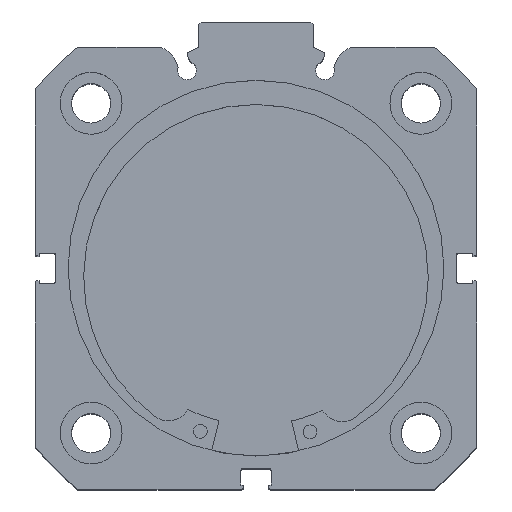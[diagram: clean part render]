
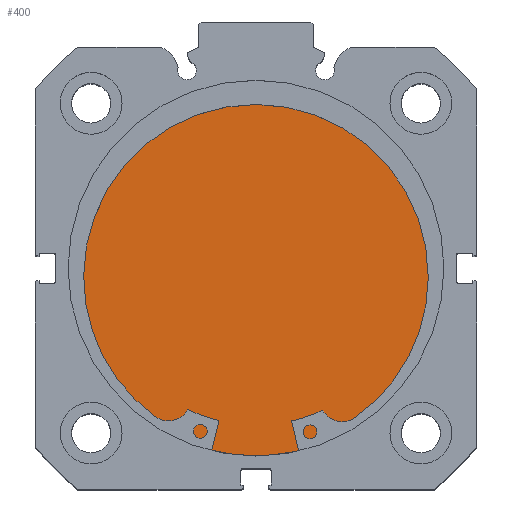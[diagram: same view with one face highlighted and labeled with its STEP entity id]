
A CAD part, top view. The second image highlights one B-rep face of the part: STEP entity #400.
In plain terms, the highlighted face is planar.
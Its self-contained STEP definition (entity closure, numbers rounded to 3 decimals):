
#400 = ADVANCED_FACE ( 'NONE', ( #3345 ), #1930, .F. ) ;
#989 = ORIENTED_EDGE ( 'NONE', *, *, #1638, .F. ) ;
#990 = ORIENTED_EDGE ( 'NONE', *, *, #1629, .F. ) ;
#1629 = EDGE_CURVE ( 'NONE', #2955, #2944, #3901, .T. ) ;
#1638 = EDGE_CURVE ( 'NONE', #2944, #2955, #3913, .T. ) ;
#1930 = PLANE ( 'NONE',  #2288 ) ;
#2088 = DIRECTION ( 'NONE',  ( -1., 0., 0. ) ) ;
#2090 = DIRECTION ( 'NONE',  ( 0., 0., 1. ) ) ;
#2099 = CARTESIAN_POINT ( 'NONE',  ( 12., 41., 0. ) ) ;
#2288 = AXIS2_PLACEMENT_3D ( 'NONE', #2099, #2088, #2090 ) ;
#2944 = VERTEX_POINT ( 'NONE', #5777 ) ;
#2955 = VERTEX_POINT ( 'NONE', #5788 ) ;
#3310 = EDGE_LOOP ( 'NONE', ( #990, #989 ) ) ;
#3345 = FACE_OUTER_BOUND ( 'NONE', #3310, .T. ) ;
#3901 = CIRCLE ( 'NONE', #4355, 41. ) ;
#3913 = CIRCLE ( 'NONE', #4358, 41. ) ;
#4355 = AXIS2_PLACEMENT_3D ( 'NONE', #4610, #4616, #4617 ) ;
#4358 = AXIS2_PLACEMENT_3D ( 'NONE', #4639, #4641, #4642 ) ;
#4610 = CARTESIAN_POINT ( 'NONE',  ( 12., 0., 0. ) ) ;
#4616 = DIRECTION ( 'NONE',  ( -1., 0., 0. ) ) ;
#4617 = DIRECTION ( 'NONE',  ( 0., 0., 1. ) ) ;
#4639 = CARTESIAN_POINT ( 'NONE',  ( 12., 0., 0. ) ) ;
#4641 = DIRECTION ( 'NONE',  ( -1., 0., 0. ) ) ;
#4642 = DIRECTION ( 'NONE',  ( 0., 0., 1. ) ) ;
#5777 = CARTESIAN_POINT ( 'NONE',  ( 12., 0., -41. ) ) ;
#5788 = CARTESIAN_POINT ( 'NONE',  ( 12., 0., 41. ) ) ;
